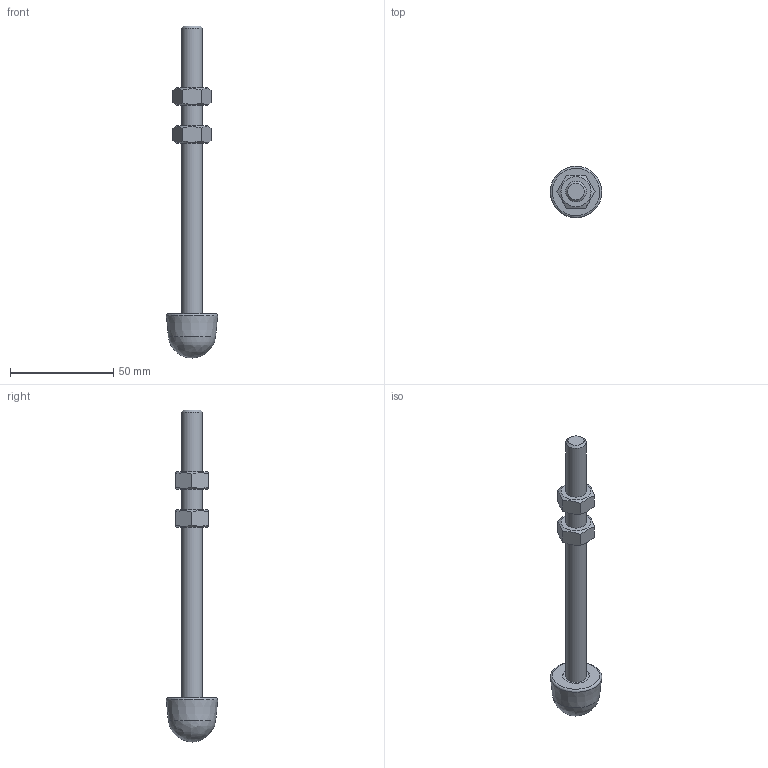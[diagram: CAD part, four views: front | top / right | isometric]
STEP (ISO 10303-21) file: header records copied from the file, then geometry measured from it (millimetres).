
FILE_DESCRIPTION(/* description */ (''),/* implementation_level */ '2;1');
FILE_NAME(/* name */ 'NR10140.stp',/* time_stamp */ '2021-10-29T12:59:04+01:00',/* author */ ('Sandfield Engineering'),/* organization */ ('Sandfield Engineering'),/* preprocessor_version */ 'ST-DEVELOPER v18.1',/* originating_system */ 'Autodesk Inventor 2021',/* authorisation */ '');
FILE_SCHEMA (('AUTOMOTIVE_DESIGN { 1 0 10303 214 3 1 1 }'));
Length unit declared in the file: millimetre
Products named in the file (1): NR10140
Bounding box: 24.95 x 24.95 x 161 mm (x, y, z)
Volume: 20944.7 mm3; surface area: 7489.5 mm2
Topology: 1 solids, 2 shells, 35 faces, 85 edges, 58 vertices
Faces by surface type: plane 20, cone 8, cylinder 5, bspline 1, torus 1
Full cylindrical faces by diameter (mm): 8.376 x1, 10 x3, 13 x1
Entity records: 1120 total; most frequent: CARTESIAN_POINT 251, ORIENTED_EDGE 166, DIRECTION 163, EDGE_CURVE 83, AXIS2_PLACEMENT_3D 69, VERTEX_POINT 58, EDGE_LOOP 41, FACE_OUTER_BOUND 35
